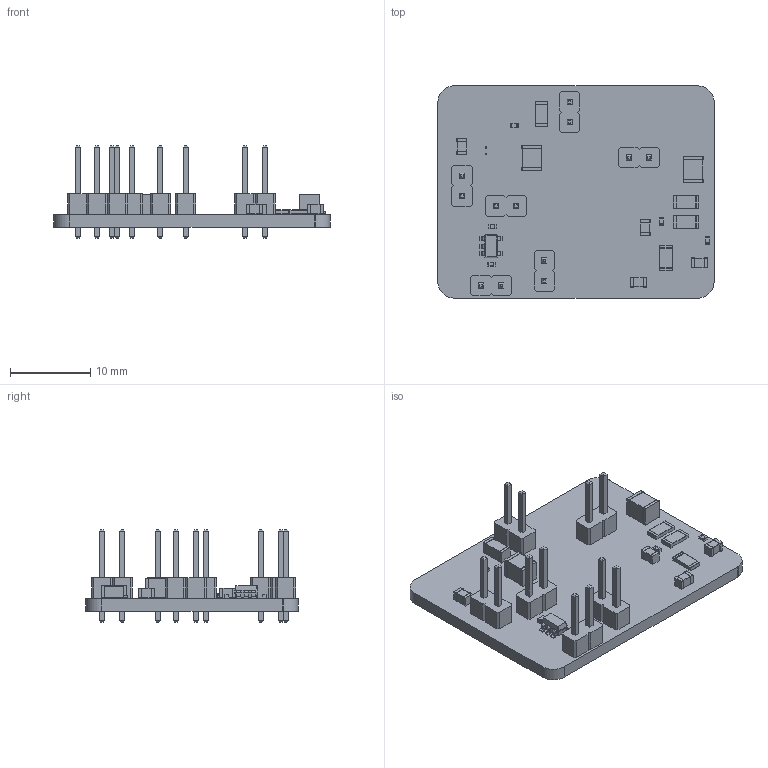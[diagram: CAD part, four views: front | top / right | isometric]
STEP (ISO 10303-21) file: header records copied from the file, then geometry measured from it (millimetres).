
FILE_DESCRIPTION(('KiCad electronic assembly'),'2;1');
FILE_NAME('Capstone-power.step','2025-03-14T14:06:21',('Pcbnew'),( 'Kicad'),'Open CASCADE STEP processor 7.8','KiCad to STEP converter' ,'Unknown');
FILE_SCHEMA(('AUTOMOTIVE_DESIGN { 1 0 10303 214 1 1 1 1 }'));
Length unit declared in the file: millimetre
Products named in the file (20): Capstone-power 1; PinHeader_1x02_P2.54mm_Vertical; PinHeader_1x02_P254mm_Vertical; L_1210_3225Metric; R_1206_3216Metric; C_0805_2012Metric; R_0402_1005Metric; C_1210_3225Metric; C_1206_3216Metric; SOT-23-5; SOT_23_5; C_0402_1005Metric; Capstone-power_PCB
Assembly tree (32 placements, depth 3):
  Capstone-power 1
    PinHeader_1x02_P2.54mm_Vertical  x6
      PinHeader_1x02_P254mm_Vertical
    L_1210_3225Metric
      L_1210_3225Metric
    R_1206_3216Metric  x3
      R_1206_3216Metric
    C_0805_2012Metric  x4
      C_0805_2012Metric
    R_0402_1005Metric  x3
      R_0402_1005Metric
    C_1210_3225Metric
      C_1210_3225Metric
    C_1206_3216Metric
      C_1206_3216Metric
    SOT-23-5
      SOT_23_5
    C_0402_1005Metric  x2
      C_0402_1005Metric
    Capstone-power_PCB
Bounding box: 34.5 x 26.5 x 11.54 mm (x, y, z)
Volume: 1750.9 mm3; surface area: 2956.8 mm2
Topology: 23 solids, 23 shells, 857 faces, 2143 edges, 1374 vertices
Faces by surface type: plane 634, cylinder 194, bspline 29
Full cylindrical faces by diameter (mm): 0.203 x2, 1 x12
Entity records: 14371 total; most frequent: CARTESIAN_POINT 2132, ORIENTED_EDGE 1946, DIRECTION 1939, EDGE_CURVE 973, LINE 713, VECTOR 713, VERTEX_POINT 626, AXIS2_PLACEMENT_3D 613
